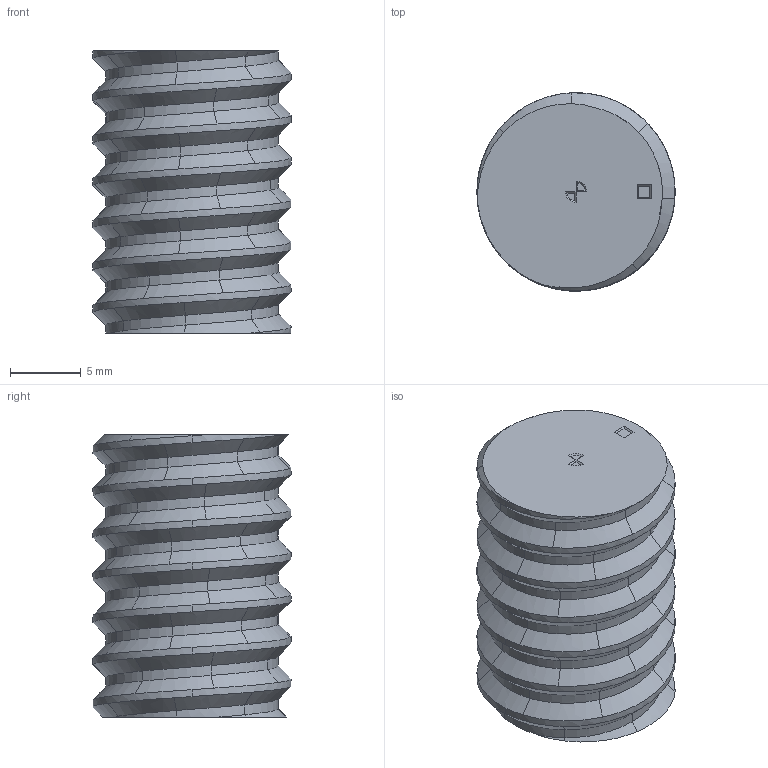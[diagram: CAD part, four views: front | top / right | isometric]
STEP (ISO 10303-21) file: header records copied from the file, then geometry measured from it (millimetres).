
FILE_DESCRIPTION(/* description */ (''),/* implementation_level */ '2;1');
FILE_NAME(/* name */ 'M Simple 20 Mark.step',/* time_stamp */ '2024-05-02T16:35:09-04:00',/* author */ (''),/* organization */ (''),/* preprocessor_version */ 'ST-DEVELOPER v20',/* originating_system */ 'Autodesk Translation Framework v12.20.1.177',/* authorisation */ '');
FILE_SCHEMA (('AUTOMOTIVE_DESIGN { 1 0 10303 214 3 1 1 }'));
Length unit declared in the file: millimetre
Products named in the file (1): M Simple 20 Mark
Bounding box: 14.05 x 14.05 x 20 mm (x, y, z)
Volume: 2700.6 mm3; surface area: 1300.9 mm2
Topology: 1 solids, 1 shells, 182 faces, 431 edges, 253 vertices
Faces by surface type: bspline 159, plane 13, cylinder 8, cone 2
Full cylindrical faces by diameter (mm): 14.05 x6
Entity records: 7969 total; most frequent: CARTESIAN_POINT 5072, ORIENTED_EDGE 862, EDGE_CURVE 431, B_SPLINE_CURVE_WITH_KNOTS 392, VERTEX_POINT 253, EDGE_LOOP 184, FACE_OUTER_BOUND 182, ADVANCED_FACE 182
